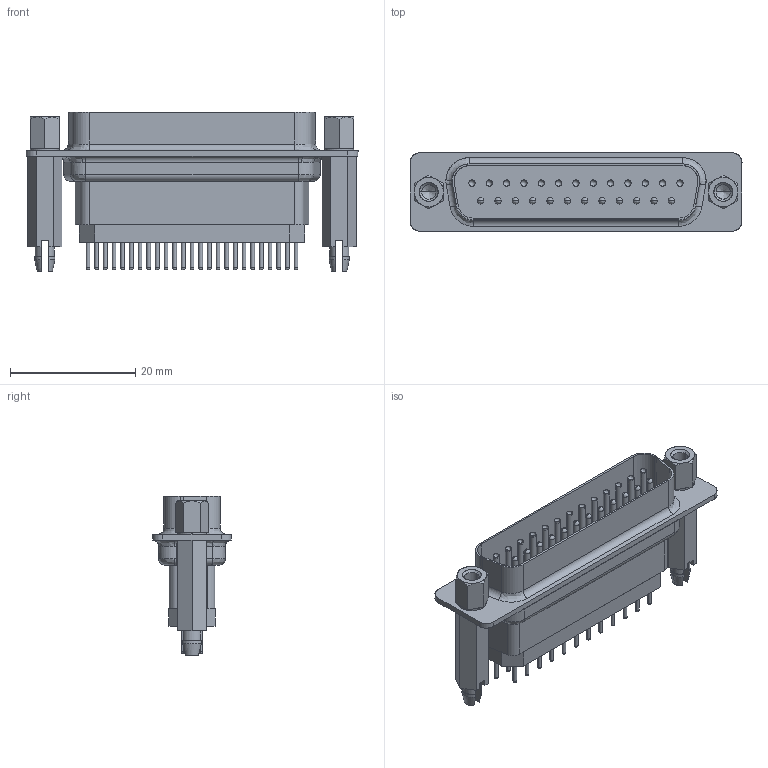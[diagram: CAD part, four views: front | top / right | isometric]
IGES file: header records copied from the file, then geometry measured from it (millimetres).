
Start section: SolidWorks IGES file using analytic representation for surfaces
Global section: file name: CKelleher'KF88X-BC-25P-BRJ_rA1.IGS; native system: SolidWorks 2007; preprocessor: SolidWorks 2007; author: Ckelleher; date: 120131.141602; units: millimetre
Bounding box: 53.04 x 12.55 x 25.5 mm (x, y, z)
Surface area: 5852.5 mm2 (no closed solid volume)
Topology: 0 solids, 0 shells, 492 faces, 4610 edges, 4506 vertices
Faces by surface type: revolution 353, bspline 139
